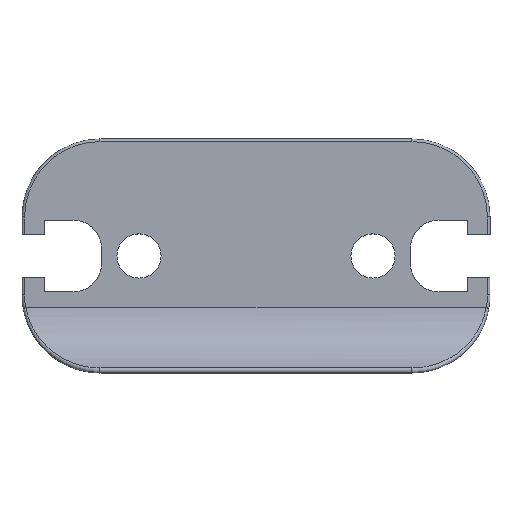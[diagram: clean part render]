
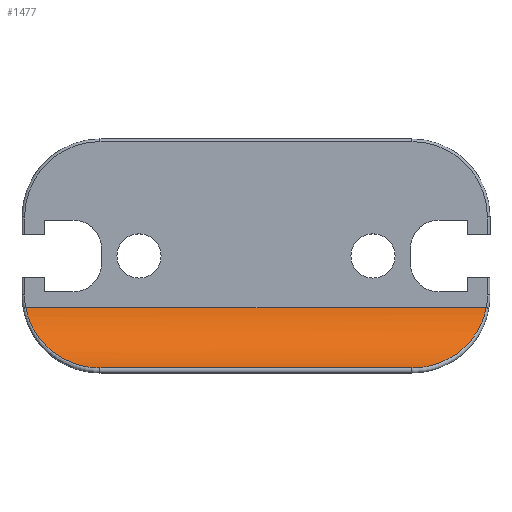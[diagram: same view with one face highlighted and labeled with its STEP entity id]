
A CAD part, top view. The second image highlights one B-rep face of the part: STEP entity #1477.
In plain terms, the highlighted cylindrical face has radius 15.2 mm (diameter 30.4 mm), a partial arc.
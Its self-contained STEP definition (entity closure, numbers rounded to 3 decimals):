
#164 = VECTOR ( 'NONE', #2973, 1000. ) ;
#194 = VECTOR ( 'NONE', #2939, 1000. ) ;
#390 = AXIS2_PLACEMENT_3D ( 'NONE', #3492, #3488, #3495 ) ;
#683 = CARTESIAN_POINT ( 'NONE',  ( -52.5, -21.538, 14.172 ) ) ;
#687 = CARTESIAN_POINT ( 'NONE',  ( 21.776, -9.958, 5. ) ) ;
#696 = CARTESIAN_POINT ( 'NONE',  ( 7.5, -21.538, 14.172 ) ) ;
#703 = CARTESIAN_POINT ( 'NONE',  ( -66.776, -9.958, 5. ) ) ;
#798 = B_SPLINE_CURVE_WITH_KNOTS ( 'NONE', 3,
 ( #2941, #2938, #2933, #2942, #2943, #2944, #2945, #2946, #2947, #2948, #2949, #2950, #2951, #2952, #2953, #2954, #2955, #2956, #2957, #2958, #2959, #2960, #2961, #2962, #2963, #2964, #2965, #2966, #2967, #2968, #2969, #2970 ),
 .UNSPECIFIED., .F., .F.,
 ( 4, 2, 2, 2, 2, 2, 2, 2, 2, 2, 2, 2, 2, 2, 2, 4 ),
 ( 0., 0.001, 0.003, 0.004, 0.006, 0.008, 0.01, 0.011, 0.014, 0.015, 0.017, 0.018, 0.02, 0.02, 0.021, 0.022 ),
 .UNSPECIFIED. ) ;
#799 = B_SPLINE_CURVE_WITH_KNOTS ( 'NONE', 3,
 ( #2975, #2972, #2934, #2977, #2978, #2979, #2980, #2981, #2982, #2983, #2984, #2985, #2986, #2987, #2988, #2989, #2990, #2991, #2992, #2993, #2994, #2995, #2996, #2997, #2998, #2999, #3000, #3001, #3002, #3003 ),
 .UNSPECIFIED., .F., .F.,
 ( 4, 2, 2, 2, 2, 2, 2, 2, 2, 2, 2, 2, 2, 2, 4 ),
 ( 0., 0.001, 0.002, 0.003, 0.004, 0.006, 0.007, 0.008, 0.011, 0.012, 0.014, 0.017, 0.018, 0.019, 0.022 ),
 .UNSPECIFIED. ) ;
#1298 = EDGE_CURVE ( 'NONE', #2715, #2698, #2928, .T. ) ;
#1299 = EDGE_CURVE ( 'NONE', #2715, #2694, #798, .T. ) ;
#1300 = EDGE_CURVE ( 'NONE', #2694, #2708, #2940, .T. ) ;
#1301 = EDGE_CURVE ( 'NONE', #2708, #2698, #799, .T. ) ;
#1477 = ADVANCED_FACE ( 'NONE', ( #3491 ), #3494, .F. ) ;
#1719 = ORIENTED_EDGE ( 'NONE', *, *, #1298, .F. ) ;
#1720 = ORIENTED_EDGE ( 'NONE', *, *, #1299, .T. ) ;
#1721 = ORIENTED_EDGE ( 'NONE', *, *, #1300, .T. ) ;
#1722 = ORIENTED_EDGE ( 'NONE', *, *, #1301, .T. ) ;
#2593 = EDGE_LOOP ( 'NONE', ( #1719, #1720, #1721, #1722 ) ) ;
#2694 = VERTEX_POINT ( 'NONE', #683 ) ;
#2698 = VERTEX_POINT ( 'NONE', #687 ) ;
#2708 = VERTEX_POINT ( 'NONE', #696 ) ;
#2715 = VERTEX_POINT ( 'NONE', #703 ) ;
#2928 = LINE ( 'NONE', #2929, #194 ) ;
#2929 = CARTESIAN_POINT ( 'NONE',  ( -67.5, -9.958, 5. ) ) ;
#2933 = CARTESIAN_POINT ( 'NONE',  ( -66.587, -10.857, 5.169 ) ) ;
#2934 = CARTESIAN_POINT ( 'NONE',  ( 8.428, -21.516, 14.118 ) ) ;
#2938 = CARTESIAN_POINT ( 'NONE',  ( -66.693, -10.412, 5.074 ) ) ;
#2939 = DIRECTION ( 'NONE',  ( 1., 0., 0. ) ) ;
#2940 = LINE ( 'NONE', #2971, #164 ) ;
#2941 = CARTESIAN_POINT ( 'NONE',  ( -66.776, -9.958, 5. ) ) ;
#2942 = CARTESIAN_POINT ( 'NONE',  ( -66.338, -11.718, 5.39 ) ) ;
#2943 = CARTESIAN_POINT ( 'NONE',  ( -66.194, -12.137, 5.518 ) ) ;
#2944 = CARTESIAN_POINT ( 'NONE',  ( -65.87, -12.951, 5.804 ) ) ;
#2945 = CARTESIAN_POINT ( 'NONE',  ( -65.69, -13.346, 5.963 ) ) ;
#2946 = CARTESIAN_POINT ( 'NONE',  ( -65.297, -14.116, 6.309 ) ) ;
#2947 = CARTESIAN_POINT ( 'NONE',  ( -65.084, -14.486, 6.494 ) ) ;
#2948 = CARTESIAN_POINT ( 'NONE',  ( -64.413, -15.546, 7.079 ) ) ;
#2949 = CARTESIAN_POINT ( 'NONE',  ( -63.916, -16.191, 7.507 ) ) ;
#2950 = CARTESIAN_POINT ( 'NONE',  ( -63.106, -17.081, 8.194 ) ) ;
#2951 = CARTESIAN_POINT ( 'NONE',  ( -62.824, -17.365, 8.431 ) ) ;
#2952 = CARTESIAN_POINT ( 'NONE',  ( -62.243, -17.904, 8.913 ) ) ;
#2953 = CARTESIAN_POINT ( 'NONE',  ( -61.945, -18.158, 9.158 ) ) ;
#2954 = CARTESIAN_POINT ( 'NONE',  ( -61.03, -18.878, 9.898 ) ) ;
#2955 = CARTESIAN_POINT ( 'NONE',  ( -60.39, -19.302, 10.4 ) ) ;
#2956 = CARTESIAN_POINT ( 'NONE',  ( -59.381, -19.863, 11.151 ) ) ;
#2957 = CARTESIAN_POINT ( 'NONE',  ( -59.036, -20.037, 11.401 ) ) ;
#2958 = CARTESIAN_POINT ( 'NONE',  ( -58.325, -20.361, 11.894 ) ) ;
#2959 = CARTESIAN_POINT ( 'NONE',  ( -57.958, -20.512, 12.138 ) ) ;
#2960 = CARTESIAN_POINT ( 'NONE',  ( -57.206, -20.784, 12.607 ) ) ;
#2961 = CARTESIAN_POINT ( 'NONE',  ( -56.822, -20.906, 12.833 ) ) ;
#2962 = CARTESIAN_POINT ( 'NONE',  ( -56.029, -21.122, 13.252 ) ) ;
#2963 = CARTESIAN_POINT ( 'NONE',  ( -55.62, -21.216, 13.446 ) ) ;
#2964 = CARTESIAN_POINT ( 'NONE',  ( -54.981, -21.333, 13.699 ) ) ;
#2965 = CARTESIAN_POINT ( 'NONE',  ( -54.763, -21.368, 13.777 ) ) ;
#2966 = CARTESIAN_POINT ( 'NONE',  ( -54.323, -21.428, 13.914 ) ) ;
#2967 = CARTESIAN_POINT ( 'NONE',  ( -54.101, -21.454, 13.973 ) ) ;
#2968 = CARTESIAN_POINT ( 'NONE',  ( -53.428, -21.516, 14.118 ) ) ;
#2969 = CARTESIAN_POINT ( 'NONE',  ( -52.97, -21.538, 14.172 ) ) ;
#2970 = CARTESIAN_POINT ( 'NONE',  ( -52.5, -21.538, 14.172 ) ) ;
#2971 = CARTESIAN_POINT ( 'NONE',  ( -67.5, -21.538, 14.172 ) ) ;
#2972 = CARTESIAN_POINT ( 'NONE',  ( 7.97, -21.538, 14.172 ) ) ;
#2973 = DIRECTION ( 'NONE',  ( 1., 0., 0. ) ) ;
#2975 = CARTESIAN_POINT ( 'NONE',  ( 7.5, -21.538, 14.172 ) ) ;
#2977 = CARTESIAN_POINT ( 'NONE',  ( 9.102, -21.454, 13.973 ) ) ;
#2978 = CARTESIAN_POINT ( 'NONE',  ( 9.324, -21.428, 13.913 ) ) ;
#2979 = CARTESIAN_POINT ( 'NONE',  ( 9.764, -21.368, 13.776 ) ) ;
#2980 = CARTESIAN_POINT ( 'NONE',  ( 9.983, -21.333, 13.698 ) ) ;
#2981 = CARTESIAN_POINT ( 'NONE',  ( 10.622, -21.215, 13.445 ) ) ;
#2982 = CARTESIAN_POINT ( 'NONE',  ( 11.031, -21.122, 13.251 ) ) ;
#2983 = CARTESIAN_POINT ( 'NONE',  ( 11.824, -20.905, 12.831 ) ) ;
#2984 = CARTESIAN_POINT ( 'NONE',  ( 12.209, -20.783, 12.606 ) ) ;
#2985 = CARTESIAN_POINT ( 'NONE',  ( 12.96, -20.511, 12.136 ) ) ;
#2986 = CARTESIAN_POINT ( 'NONE',  ( 13.328, -20.36, 11.892 ) ) ;
#2987 = CARTESIAN_POINT ( 'NONE',  ( 14.039, -20.036, 11.398 ) ) ;
#2988 = CARTESIAN_POINT ( 'NONE',  ( 14.384, -19.861, 11.149 ) ) ;
#2989 = CARTESIAN_POINT ( 'NONE',  ( 15.394, -19.299, 10.398 ) ) ;
#2990 = CARTESIAN_POINT ( 'NONE',  ( 16.034, -18.875, 9.895 ) ) ;
#2991 = CARTESIAN_POINT ( 'NONE',  ( 16.949, -18.155, 9.154 ) ) ;
#2992 = CARTESIAN_POINT ( 'NONE',  ( 17.247, -17.901, 8.91 ) ) ;
#2993 = CARTESIAN_POINT ( 'NONE',  ( 17.828, -17.361, 8.427 ) ) ;
#2994 = CARTESIAN_POINT ( 'NONE',  ( 18.11, -17.076, 8.19 ) ) ;
#2995 = CARTESIAN_POINT ( 'NONE',  ( 18.921, -16.185, 7.503 ) ) ;
#2996 = CARTESIAN_POINT ( 'NONE',  ( 19.417, -15.54, 7.075 ) ) ;
#2997 = CARTESIAN_POINT ( 'NONE',  ( 20.089, -14.478, 6.491 ) ) ;
#2998 = CARTESIAN_POINT ( 'NONE',  ( 20.301, -14.108, 6.305 ) ) ;
#2999 = CARTESIAN_POINT ( 'NONE',  ( 20.694, -13.338, 5.959 ) ) ;
#3000 = CARTESIAN_POINT ( 'NONE',  ( 20.874, -12.942, 5.801 ) ) ;
#3001 = CARTESIAN_POINT ( 'NONE',  ( 21.358, -11.723, 5.373 ) ) ;
#3002 = CARTESIAN_POINT ( 'NONE',  ( 21.609, -10.866, 5.149 ) ) ;
#3003 = CARTESIAN_POINT ( 'NONE',  ( 21.776, -9.958, 5. ) ) ;
#3488 = DIRECTION ( 'NONE',  ( 1., 0., 0. ) ) ;
#3491 = FACE_OUTER_BOUND ( 'NONE', #2593, .T. ) ;
#3492 = CARTESIAN_POINT ( 'NONE',  ( -67.5, -7.5, 20. ) ) ;
#3494 = CYLINDRICAL_SURFACE ( 'NONE', #390, 15.2 ) ;
#3495 = DIRECTION ( 'NONE',  ( 0., 0., -1. ) ) ;
